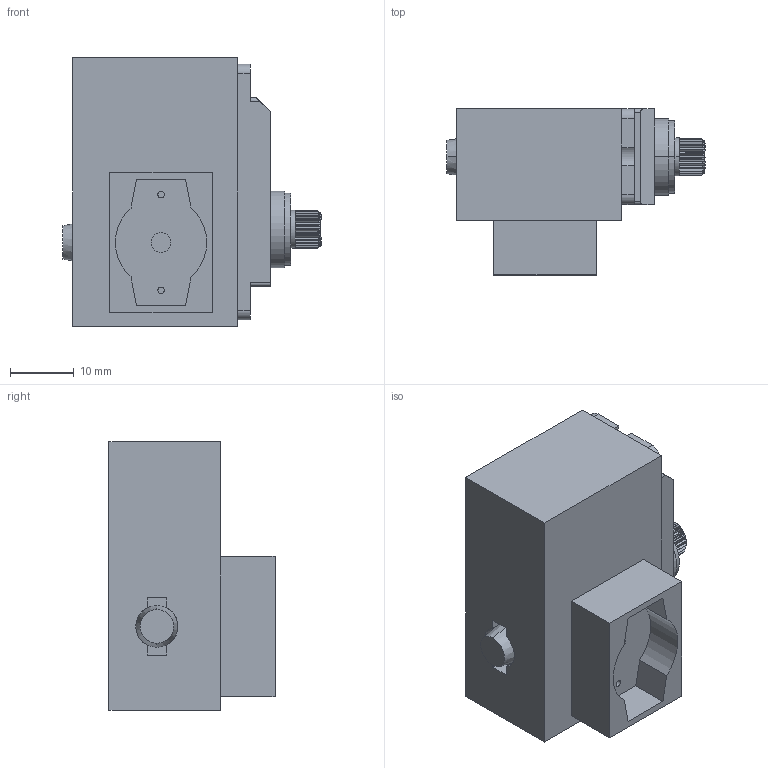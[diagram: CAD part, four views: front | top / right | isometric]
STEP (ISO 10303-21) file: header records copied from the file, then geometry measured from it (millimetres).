
FILE_DESCRIPTION((''),'2;1');
FILE_NAME('HIND_FLIPPER_CONNECTIONA','2023-07-05T13:20:44',('ad892'),(''),'CREO PARAMETRIC BY PTC INC, 2022073','CREO PARAMETRIC BY PTC INC, 2022073','');
FILE_SCHEMA(('CONFIG_CONTROL_DESIGN'));
Length unit declared in the file: inch
Products named in the file (1): HIND_FLIPPER_CONNECTIONA
Bounding box: 40.4 x 26 x 42 mm (x, y, z)
Surface area: 9959.3 mm2 (no closed solid volume)
Topology: 0 solids, 2 shells, 233 faces, 702 edges, 443 vertices
Faces by surface type: plane 138, cylinder 68, cone 27
Entity records: 8779 total; most frequent: CARTESIAN_POINT 2819, ORIENTED_EDGE 1270, DIRECTION 1083, EDGE_CURVE 700, VERTEX_POINT 461, AXIS2_PLACEMENT_3D 387, VECTOR 309, LINE 309
